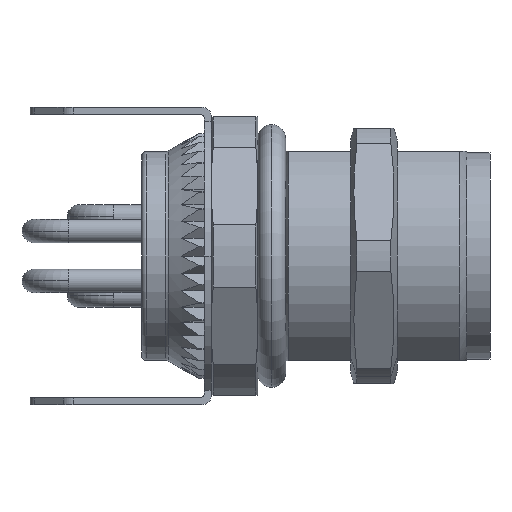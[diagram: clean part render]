
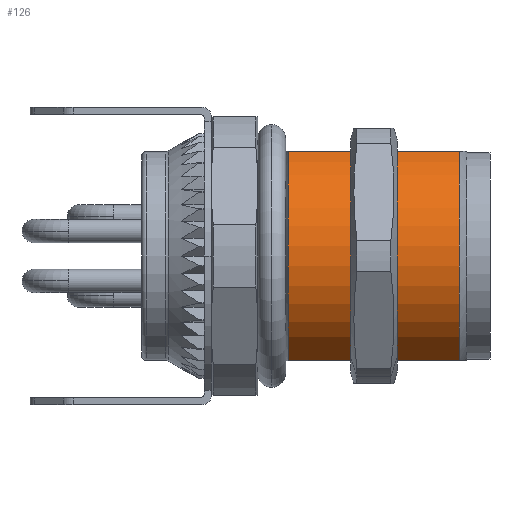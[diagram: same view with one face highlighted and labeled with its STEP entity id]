
A CAD part, front view. The second image highlights one B-rep face of the part: STEP entity #126.
In plain terms, the highlighted cylindrical face has radius 5 mm (diameter 10 mm), a partial arc.
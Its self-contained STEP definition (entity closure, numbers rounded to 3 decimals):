
#126=ADVANCED_FACE('',(#598),#599,.T.);
#598=FACE_OUTER_BOUND('',#1446,.T.);
#599=CYLINDRICAL_SURFACE('',#1447,5.0);
#1446=EDGE_LOOP('',(#2696,#2697,#2698,#2699));
#1447=AXIS2_PLACEMENT_3D('',#2700,#2701,#2702);
#2696=ORIENTED_EDGE('',*,*,#5999,.F.);
#2697=ORIENTED_EDGE('',*,*,#6000,.T.);
#2698=ORIENTED_EDGE('',*,*,#6001,.F.);
#2699=ORIENTED_EDGE('',*,*,#6002,.T.);
#2700=CARTESIAN_POINT('',(10.0,0.0,0.0));
#2701=DIRECTION('',(-1.0,0.0,-0.0));
#2702=DIRECTION('',(0.0,0.0,-1.0));
#5999=EDGE_CURVE('',#7405,#7406,#7407,.T.);
#6000=EDGE_CURVE('',#7405,#7408,#7409,.T.);
#6001=EDGE_CURVE('',#7410,#7408,#7411,.T.);
#6002=EDGE_CURVE('',#7410,#7406,#7412,.T.);
#7405=VERTEX_POINT('',#9510);
#7406=VERTEX_POINT('',#9511);
#7407=LINE('',#9512,#9513);
#7408=VERTEX_POINT('',#9514);
#7409=CIRCLE('',#9515,5.0);
#7410=VERTEX_POINT('',#9516);
#7411=LINE('',#9517,#9518);
#7412=CIRCLE('',#9519,5.0);
#9510=CARTESIAN_POINT('',(13.682,-2.179,-4.5));
#9511=CARTESIAN_POINT('',(6.318,-2.179,-4.5));
#9512=CARTESIAN_POINT('',(10.0,-2.179,-4.5));
#9513=VECTOR('',#12103,1.0);
#9514=CARTESIAN_POINT('',(13.682,-2.179,4.5));
#9515=AXIS2_PLACEMENT_3D('',#12104,#12105,#12106);
#9516=CARTESIAN_POINT('',(6.318,-2.179,4.5));
#9517=CARTESIAN_POINT('',(10.0,-2.179,4.5));
#9518=VECTOR('',#12107,1.0);
#9519=AXIS2_PLACEMENT_3D('',#12108,#12109,#12110);
#12103=DIRECTION('',(-1.0,0.0,0.0));
#12104=CARTESIAN_POINT('',(13.682,0.0,0.0));
#12105=DIRECTION('',(-1.0,0.0,0.0));
#12106=DIRECTION('',(0.0,0.0,-1.0));
#12107=DIRECTION('',(1.0,0.0,0.0));
#12108=CARTESIAN_POINT('',(6.318,0.0,0.0));
#12109=DIRECTION('',(1.0,0.0,0.0));
#12110=DIRECTION('',(0.0,0.0,-1.0));
